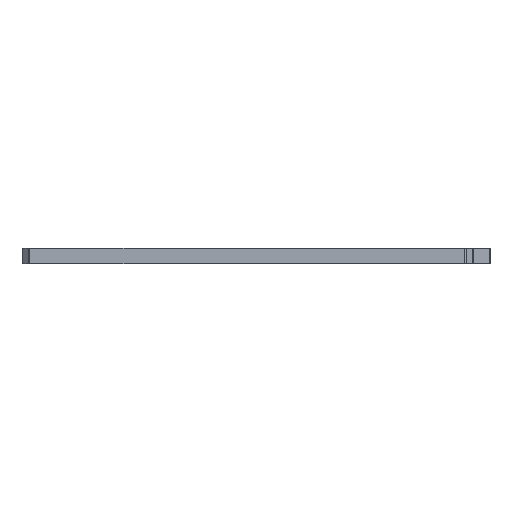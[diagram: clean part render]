
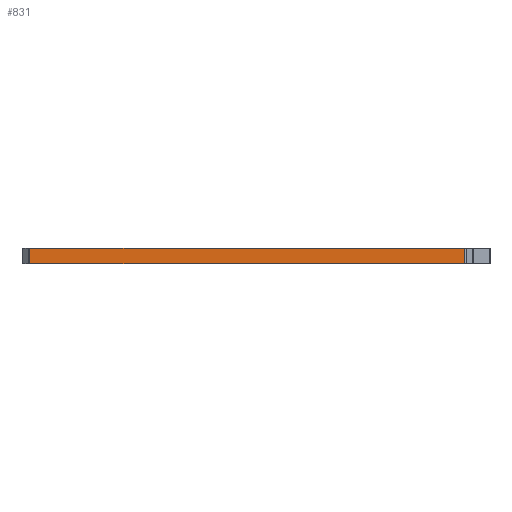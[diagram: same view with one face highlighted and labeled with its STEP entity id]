
A CAD part, left-side view. The second image highlights one B-rep face of the part: STEP entity #831.
In plain terms, the highlighted planar face has unit normal (-1, 0, 0).
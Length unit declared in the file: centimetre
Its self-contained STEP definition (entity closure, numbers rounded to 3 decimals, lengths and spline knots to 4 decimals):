
#29=LINE('',#1305,#101);
#30=LINE('',#1309,#102);
#31=LINE('',#1311,#103);
#32=LINE('',#1312,#104);
#101=VECTOR('',#1056,1.);
#102=VECTOR('',#1061,1.);
#103=VECTOR('',#1062,1.);
#104=VECTOR('',#1063,1.);
#215=FACE_OUTER_BOUND('',#263,.T.);
#263=EDGE_LOOP('',(#609,#610,#611,#612));
#379=VERTEX_POINT('',#1302);
#380=VERTEX_POINT('',#1304);
#381=VERTEX_POINT('',#1308);
#382=VERTEX_POINT('',#1310);
#470=EDGE_CURVE('',#380,#379,#29,.T.);
#472=EDGE_CURVE('',#379,#381,#30,.T.);
#473=EDGE_CURVE('',#382,#381,#31,.T.);
#474=EDGE_CURVE('',#382,#380,#32,.T.);
#609=ORIENTED_EDGE('',*,*,#472,.T.);
#610=ORIENTED_EDGE('',*,*,#473,.F.);
#611=ORIENTED_EDGE('',*,*,#474,.T.);
#612=ORIENTED_EDGE('',*,*,#470,.T.);
#799=PLANE('',#912);
#831=ADVANCED_FACE('',(#215),#799,.T.);
#912=AXIS2_PLACEMENT_3D('',#1307,#1059,#1060);
#1056=DIRECTION('',(0.,0.,1.));
#1059=DIRECTION('center_axis',(-1.,0.,0.));
#1060=DIRECTION('ref_axis',(0.,1.,0.));
#1061=DIRECTION('',(0.,1.,0.));
#1062=DIRECTION('',(0.,0.,1.));
#1063=DIRECTION('',(0.,-1.,0.));
#1302=CARTESIAN_POINT('',(-9.28,-5.8086,0.635));
#1304=CARTESIAN_POINT('',(-9.28,-5.8086,0.));
#1305=CARTESIAN_POINT('',(-9.28,-5.8086,0.));
#1307=CARTESIAN_POINT('Origin',(-9.28,3.15,0.));
#1308=CARTESIAN_POINT('',(-9.28,12.1086,0.635));
#1309=CARTESIAN_POINT('',(-9.28,12.1086,0.635));
#1310=CARTESIAN_POINT('',(-9.28,12.1086,0.));
#1311=CARTESIAN_POINT('',(-9.28,12.1086,0.));
#1312=CARTESIAN_POINT('',(-9.28,12.1086,0.));
